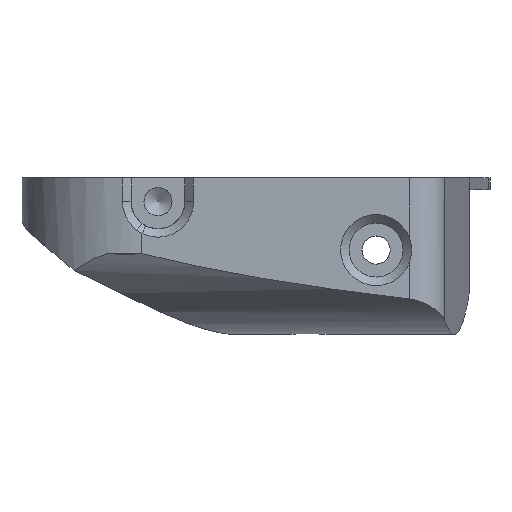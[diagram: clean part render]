
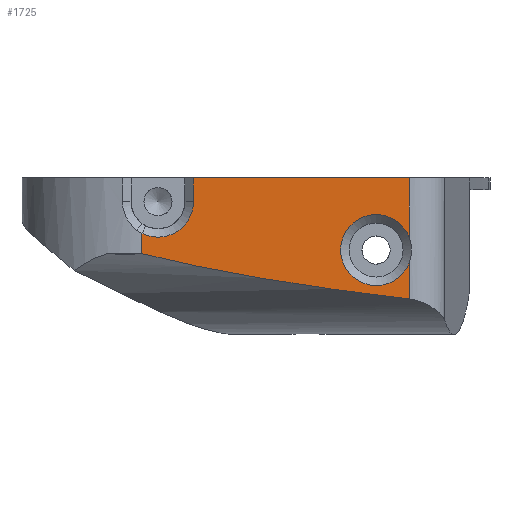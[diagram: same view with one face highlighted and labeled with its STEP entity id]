
A CAD part, front view. The second image highlights one B-rep face of the part: STEP entity #1725.
In plain terms, the highlighted planar face has unit normal (0, -1, 0).
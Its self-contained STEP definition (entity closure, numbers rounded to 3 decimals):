
#21=ELLIPSE('',#1876,185.304,26.506);
#80=PLANE('',#1874);
#163=FACE_OUTER_BOUND('',#259,.T.);
#259=EDGE_LOOP('',(#1309,#1310,#1311,#1312,#1313,#1314,#1315,#1316));
#411=LINE('',#2725,#563);
#412=LINE('',#2727,#564);
#413=LINE('',#2729,#565);
#414=LINE('',#2733,#566);
#415=LINE('',#2736,#567);
#563=VECTOR('',#2195,10.);
#564=VECTOR('',#2196,10.);
#565=VECTOR('',#2197,10.);
#566=VECTOR('',#2200,10.);
#567=VECTOR('',#2203,10.);
#690=CIRCLE('',#1872,5.917);
#692=CIRCLE('',#1875,5.917);
#800=VERTEX_POINT('',#2708);
#802=VERTEX_POINT('',#2714);
#804=VERTEX_POINT('',#2724);
#805=VERTEX_POINT('',#2726);
#806=VERTEX_POINT('',#2728);
#807=VERTEX_POINT('',#2730);
#808=VERTEX_POINT('',#2732);
#809=VERTEX_POINT('',#2734);
#1000=EDGE_CURVE('',#802,#800,#690,.T.);
#1004=EDGE_CURVE('',#804,#800,#411,.T.);
#1005=EDGE_CURVE('',#804,#805,#412,.T.);
#1006=EDGE_CURVE('',#805,#806,#413,.T.);
#1007=EDGE_CURVE('',#806,#807,#692,.T.);
#1008=EDGE_CURVE('',#807,#808,#414,.T.);
#1009=EDGE_CURVE('',#809,#808,#21,.T.);
#1010=EDGE_CURVE('',#802,#809,#415,.T.);
#1309=ORIENTED_EDGE('',*,*,#1000,.T.);
#1310=ORIENTED_EDGE('',*,*,#1004,.F.);
#1311=ORIENTED_EDGE('',*,*,#1005,.T.);
#1312=ORIENTED_EDGE('',*,*,#1006,.T.);
#1313=ORIENTED_EDGE('',*,*,#1007,.T.);
#1314=ORIENTED_EDGE('',*,*,#1008,.T.);
#1315=ORIENTED_EDGE('',*,*,#1009,.F.);
#1316=ORIENTED_EDGE('',*,*,#1010,.F.);
#1725=ADVANCED_FACE('',(#163),#80,.F.);
#1872=AXIS2_PLACEMENT_3D('',#2715,#2188,#2189);
#1874=AXIS2_PLACEMENT_3D('',#2723,#2193,#2194);
#1875=AXIS2_PLACEMENT_3D('',#2731,#2198,#2199);
#1876=AXIS2_PLACEMENT_3D('',#2735,#2201,#2202);
#2188=DIRECTION('center_axis',(0.,1.,0.));
#2189=DIRECTION('ref_axis',(-1.,0.,0.));
#2193=DIRECTION('center_axis',(0.,1.,0.));
#2194=DIRECTION('ref_axis',(1.,0.,0.));
#2195=DIRECTION('',(0.,0.,-1.));
#2196=DIRECTION('',(-1.,0.,0.));
#2197=DIRECTION('',(0.,0.,-1.));
#2198=DIRECTION('center_axis',(0.,1.,0.));
#2199=DIRECTION('ref_axis',(1.,0.,0.));
#2200=DIRECTION('',(0.,0.,-1.));
#2201=DIRECTION('center_axis',(0.,1.,0.));
#2202=DIRECTION('ref_axis',(1.,0.,0.));
#2203=DIRECTION('',(0.,0.,-1.));
#2708=CARTESIAN_POINT('',(48.924,-10.,-9.94));
#2714=CARTESIAN_POINT('',(48.924,-10.,-14.189));
#2715=CARTESIAN_POINT('Origin',(43.402,-10.,-12.064));
#2723=CARTESIAN_POINT('Origin',(4.351,-10.,0.));
#2724=CARTESIAN_POINT('',(48.924,-10.,0.));
#2725=CARTESIAN_POINT('',(48.924,-10.,0.));
#2726=CARTESIAN_POINT('',(12.95,-10.,0.));
#2727=CARTESIAN_POINT('',(48.924,-10.,0.));
#2728=CARTESIAN_POINT('',(12.95,-10.,-4.));
#2729=CARTESIAN_POINT('',(12.95,-10.,-2.));
#2730=CARTESIAN_POINT('',(4.351,-10.,-9.274));
#2731=CARTESIAN_POINT('Origin',(7.033,-10.,-4.));
#2732=CARTESIAN_POINT('',(4.351,-10.,-12.656));
#2733=CARTESIAN_POINT('',(4.351,-10.,0.));
#2734=CARTESIAN_POINT('',(48.924,-10.,-20.221));
#2735=CARTESIAN_POINT('Origin',(165.841,-10.,0.343));
#2736=CARTESIAN_POINT('',(48.924,-10.,0.));
